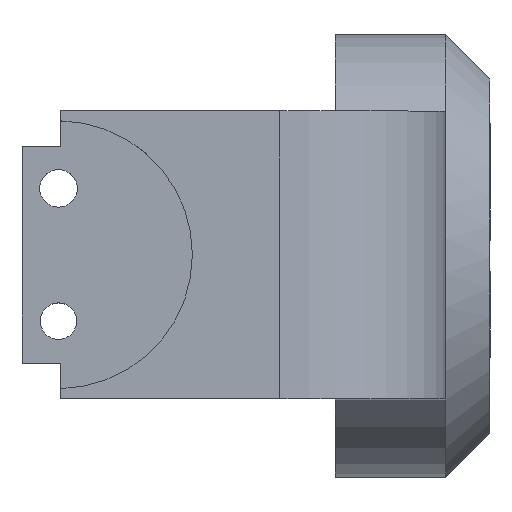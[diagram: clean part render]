
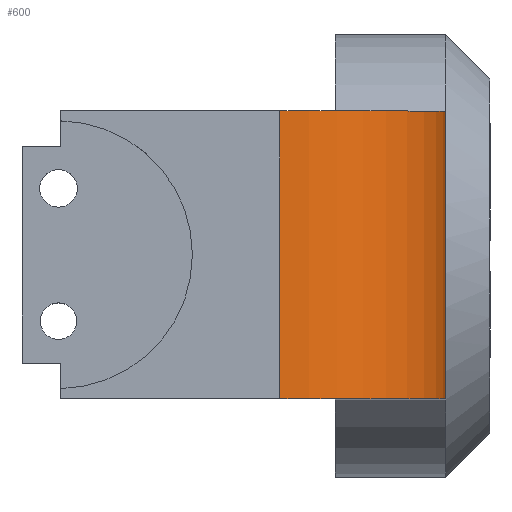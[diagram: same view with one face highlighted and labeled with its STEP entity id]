
A CAD part, top view. The second image highlights one B-rep face of the part: STEP entity #600.
In plain terms, the highlighted cylindrical face has radius 15 mm (diameter 30 mm), a partial arc.
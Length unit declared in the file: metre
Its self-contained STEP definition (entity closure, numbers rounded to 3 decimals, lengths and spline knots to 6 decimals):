
#17=CYLINDRICAL_SURFACE('',#658,0.015);
#28=CIRCLE('',#648,0.015);
#29=CIRCLE('',#650,0.015);
#92=ORIENTED_EDGE('',*,*,#238,.T.);
#93=ORIENTED_EDGE('',*,*,#248,.F.);
#94=ORIENTED_EDGE('',*,*,#234,.F.);
#95=ORIENTED_EDGE('',*,*,#247,.T.);
#234=EDGE_CURVE('',#316,#317,#28,.T.);
#238=EDGE_CURVE('',#320,#319,#29,.T.);
#247=EDGE_CURVE('',#316,#320,#378,.T.);
#248=EDGE_CURVE('',#317,#319,#379,.T.);
#316=VERTEX_POINT('',#920);
#317=VERTEX_POINT('',#922);
#319=VERTEX_POINT('',#928);
#320=VERTEX_POINT('',#930);
#378=LINE('',#946,#440);
#379=LINE('',#948,#441);
#440=VECTOR('',#759,1.);
#441=VECTOR('',#762,1.);
#484=EDGE_LOOP('',(#92,#93,#94,#95));
#531=FACE_BOUND('',#484,.T.);
#600=ADVANCED_FACE('',(#531),#17,.T.);
#648=AXIS2_PLACEMENT_3D('',#921,#732,#733);
#650=AXIS2_PLACEMENT_3D('',#929,#739,#740);
#658=AXIS2_PLACEMENT_3D('',#947,#760,#761);
#732=DIRECTION('',(0.,-1.,0.));
#733=DIRECTION('',(0.,0.,-1.));
#739=DIRECTION('',(0.,-1.,0.));
#740=DIRECTION('',(0.,0.,-1.));
#759=DIRECTION('',(0.,1.,0.));
#760=DIRECTION('',(0.,1.,0.));
#761=DIRECTION('',(0.,0.,1.));
#762=DIRECTION('',(0.,1.,0.));
#920=CARTESIAN_POINT('',(0.035,-0.026,0.051));
#921=CARTESIAN_POINT('',(0.02,-0.026,0.051));
#922=CARTESIAN_POINT('',(0.02,-0.026,0.066));
#928=CARTESIAN_POINT('',(0.02,0.,0.066));
#929=CARTESIAN_POINT('',(0.02,0.,0.051));
#930=CARTESIAN_POINT('',(0.035,0.,0.051));
#946=CARTESIAN_POINT('',(0.035,-0.026,0.051));
#947=CARTESIAN_POINT('',(0.02,-0.026,0.051));
#948=CARTESIAN_POINT('',(0.02,-0.026,0.066));
